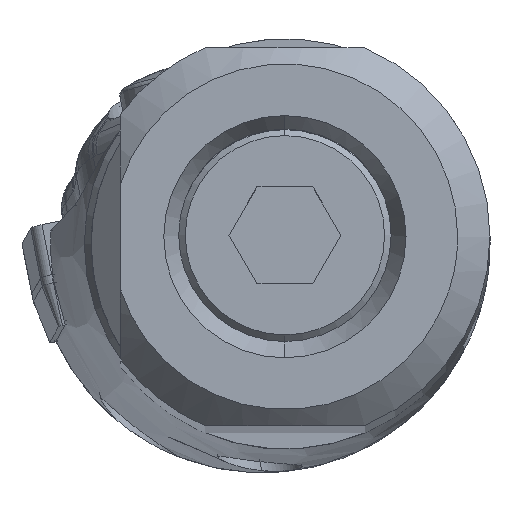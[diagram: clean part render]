
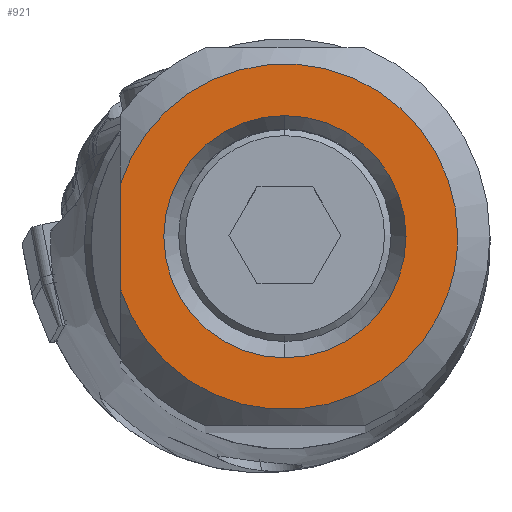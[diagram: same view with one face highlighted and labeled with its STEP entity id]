
A CAD part, top view. The second image highlights one B-rep face of the part: STEP entity #921.
In plain terms, the highlighted planar face has unit normal (0, 0, 1).
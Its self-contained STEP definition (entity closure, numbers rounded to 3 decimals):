
#921=ADVANCED_FACE('',(#1317,#1318),#1229,.T.);
#1229=PLANE('',#5754);
#1317=FACE_BOUND('',#1353,.T.);
#1318=FACE_BOUND('',#1354,.T.);
#1353=EDGE_LOOP('',(#1726,#1727,#1728,#1729));
#1354=EDGE_LOOP('',(#1730,#1731));
#1726=ORIENTED_EDGE('',*,*,#3973,.F.);
#1727=ORIENTED_EDGE('',*,*,#3974,.F.);
#1728=ORIENTED_EDGE('',*,*,#3975,.F.);
#1729=ORIENTED_EDGE('',*,*,#3976,.F.);
#1730=ORIENTED_EDGE('',*,*,#3977,.F.);
#1731=ORIENTED_EDGE('',*,*,#3978,.F.);
#3410=VERTEX_POINT('',#7719);
#3411=VERTEX_POINT('',#7720);
#3412=VERTEX_POINT('',#7722);
#3413=VERTEX_POINT('',#7724);
#3414=VERTEX_POINT('',#7727);
#3415=VERTEX_POINT('',#7728);
#3973=EDGE_CURVE('',#3410,#3411,#4824,.T.);
#3974=EDGE_CURVE('',#3412,#3410,#4825,.T.);
#3975=EDGE_CURVE('',#3413,#3412,#4826,.T.);
#3976=EDGE_CURVE('',#3411,#3413,#5138,.T.);
#3977=EDGE_CURVE('',#3414,#3415,#4827,.T.);
#3978=EDGE_CURVE('',#3415,#3414,#4828,.T.);
#4824=CIRCLE('',#5749,10.7);
#4825=CIRCLE('',#5750,10.7);
#4826=CIRCLE('',#5751,10.7);
#4827=CIRCLE('',#5752,7.5);
#4828=CIRCLE('',#5753,7.5);
#5138=LINE('',#7725,#5405);
#5405=VECTOR('',#6369,1.);
#5749=AXIS2_PLACEMENT_3D('',#7718,#6363,#6364);
#5750=AXIS2_PLACEMENT_3D('',#7721,#6365,#6366);
#5751=AXIS2_PLACEMENT_3D('',#7723,#6367,#6368);
#5752=AXIS2_PLACEMENT_3D('',#7726,#6370,#6371);
#5753=AXIS2_PLACEMENT_3D('',#7729,#6372,#6373);
#5754=AXIS2_PLACEMENT_3D('',#7730,#6374,#6375);
#6363=DIRECTION('',(0.,0.,-1.));
#6364=DIRECTION('',(0.953,-0.302,0.));
#6365=DIRECTION('',(0.,0.,-1.));
#6366=DIRECTION('',(1.,0.,0.));
#6367=DIRECTION('',(0.,0.,-1.));
#6368=DIRECTION('',(-0.953,0.302,0.));
#6369=DIRECTION('',(0.,1.,0.));
#6370=DIRECTION('',(0.,0.,1.));
#6371=DIRECTION('',(0.,-1.,0.));
#6372=DIRECTION('',(0.,0.,1.));
#6373=DIRECTION('',(0.,1.,0.));
#6374=DIRECTION('',(0.,0.,1.));
#6375=DIRECTION('',(1.,0.,0.));
#7718=CARTESIAN_POINT('',(0.,0.,0.));
#7719=CARTESIAN_POINT('',(10.2,-3.233,0.));
#7720=CARTESIAN_POINT('',(-10.2,-3.233,0.));
#7721=CARTESIAN_POINT('',(0.,0.,0.));
#7722=CARTESIAN_POINT('',(10.7,0.,0.));
#7723=CARTESIAN_POINT('',(0.,0.,0.));
#7724=CARTESIAN_POINT('',(-10.2,3.233,0.));
#7725=CARTESIAN_POINT('',(-10.2,-3.233,0.));
#7726=CARTESIAN_POINT('',(0.,0.,0.));
#7727=CARTESIAN_POINT('',(0.,-7.5,0.));
#7728=CARTESIAN_POINT('',(0.,7.5,0.));
#7729=CARTESIAN_POINT('',(0.,0.,0.));
#7730=CARTESIAN_POINT('',(0.25,0.001,0.));
